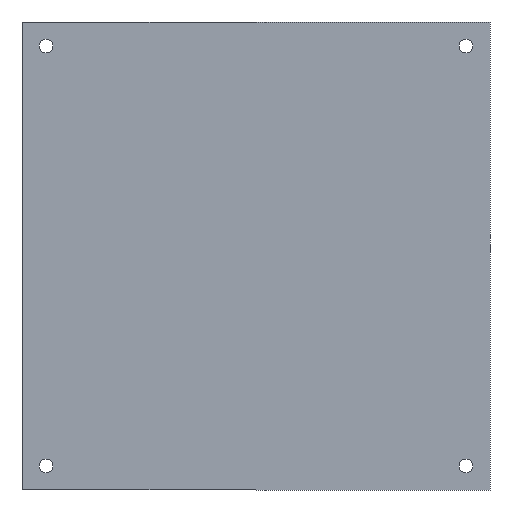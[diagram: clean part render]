
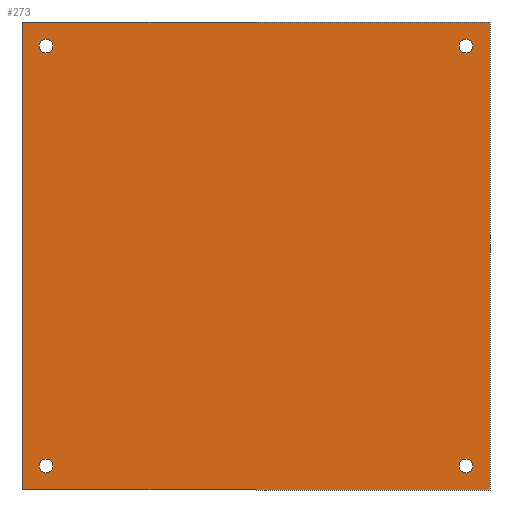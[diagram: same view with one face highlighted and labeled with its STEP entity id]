
A CAD part, front view. The second image highlights one B-rep face of the part: STEP entity #273.
In plain terms, the highlighted planar face has unit normal (0, -1, 0).
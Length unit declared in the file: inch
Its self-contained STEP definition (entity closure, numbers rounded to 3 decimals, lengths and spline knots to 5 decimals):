
#6 = CARTESIAN_POINT ( 'NONE',  ( 7.625, 0., 7.875 ) ) ;
#9 = VERTEX_POINT ( 'NONE', #290 ) ;
#10 = ORIENTED_EDGE ( 'NONE', *, *, #529, .T. ) ;
#16 = DIRECTION ( 'NONE',  ( 0., 0., -1. ) ) ;
#17 = LINE ( 'NONE', #383, #449 ) ;
#20 = CARTESIAN_POINT ( 'NONE',  ( 7.625, 0., 7.625 ) ) ;
#22 = DIRECTION ( 'NONE',  ( 0., 0., -1. ) ) ;
#24 = CARTESIAN_POINT ( 'NONE',  ( -8.5, 0., -8.5 ) ) ;
#27 = VERTEX_POINT ( 'NONE', #429 ) ;
#40 = CIRCLE ( 'NONE', #327, 0.25 ) ;
#44 = ORIENTED_EDGE ( 'NONE', *, *, #417, .T. ) ;
#45 = VERTEX_POINT ( 'NONE', #333 ) ;
#60 = FACE_BOUND ( 'NONE', #278, .T. ) ;
#65 = PLANE ( 'NONE',  #247 ) ;
#78 = CIRCLE ( 'NONE', #281, 0.25 ) ;
#79 = AXIS2_PLACEMENT_3D ( 'NONE', #346, #533, #293 ) ;
#81 = VERTEX_POINT ( 'NONE', #6 ) ;
#82 = ORIENTED_EDGE ( 'NONE', *, *, #225, .T. ) ;
#86 = EDGE_CURVE ( 'NONE', #9, #172, #40, .T. ) ;
#106 = CARTESIAN_POINT ( 'NONE',  ( -7.625, 0., 7.875 ) ) ;
#116 = FACE_BOUND ( 'NONE', #416, .T. ) ;
#119 = EDGE_CURVE ( 'NONE', #172, #9, #263, .T. ) ;
#120 = CARTESIAN_POINT ( 'NONE',  ( 7.625, 0., -7.625 ) ) ;
#123 = LINE ( 'NONE', #424, #364 ) ;
#131 = CIRCLE ( 'NONE', #242, 0.25 ) ;
#147 = VECTOR ( 'NONE', #155, 39.37008 ) ;
#155 = DIRECTION ( 'NONE',  ( -1., 0., 0. ) ) ;
#172 = VERTEX_POINT ( 'NONE', #106 ) ;
#179 = VERTEX_POINT ( 'NONE', #392 ) ;
#180 = DIRECTION ( 'NONE',  ( 0., 0., 1. ) ) ;
#185 = ORIENTED_EDGE ( 'NONE', *, *, #289, .T. ) ;
#196 = CARTESIAN_POINT ( 'NONE',  ( 7.625, 0., 7.625 ) ) ;
#202 = ORIENTED_EDGE ( 'NONE', *, *, #205, .F. ) ;
#205 = EDGE_CURVE ( 'NONE', #27, #298, #440, .T. ) ;
#206 = ORIENTED_EDGE ( 'NONE', *, *, #436, .T. ) ;
#209 = CARTESIAN_POINT ( 'NONE',  ( -7.625, 0., -7.375 ) ) ;
#212 = CARTESIAN_POINT ( 'NONE',  ( 8.5, 0., 8.5 ) ) ;
#214 = AXIS2_PLACEMENT_3D ( 'NONE', #509, #218, #256 ) ;
#218 = DIRECTION ( 'NONE',  ( 0., 1., 0. ) ) ;
#222 = LINE ( 'NONE', #398, #372 ) ;
#225 = EDGE_CURVE ( 'NONE', #81, #179, #467, .T. ) ;
#235 = DIRECTION ( 'NONE',  ( 1., 0., 0. ) ) ;
#242 = AXIS2_PLACEMENT_3D ( 'NONE', #335, #292, #386 ) ;
#247 = AXIS2_PLACEMENT_3D ( 'NONE', #24, #483, #315 ) ;
#253 = CARTESIAN_POINT ( 'NONE',  ( 7.625, 0., -7.375 ) ) ;
#256 = DIRECTION ( 'NONE',  ( 0., 0., -1. ) ) ;
#258 = ORIENTED_EDGE ( 'NONE', *, *, #512, .F. ) ;
#260 = VERTEX_POINT ( 'NONE', #277 ) ;
#263 = CIRCLE ( 'NONE', #497, 0.25 ) ;
#272 = DIRECTION ( 'NONE',  ( 0., 0., -1. ) ) ;
#273 = ADVANCED_FACE ( 'NONE', ( #532, #306, #60, #116, #493 ), #65, .T. ) ;
#274 = EDGE_LOOP ( 'NONE', ( #349, #459, #258, #202 ) ) ;
#275 = CARTESIAN_POINT ( 'NONE',  ( -8.5, 0., -8.5 ) ) ;
#277 = CARTESIAN_POINT ( 'NONE',  ( 7.625, 0., -7.875 ) ) ;
#278 = EDGE_LOOP ( 'NONE', ( #400, #206 ) ) ;
#281 = AXIS2_PLACEMENT_3D ( 'NONE', #20, #518, #272 ) ;
#283 = ORIENTED_EDGE ( 'NONE', *, *, #119, .T. ) ;
#289 = EDGE_CURVE ( 'NONE', #179, #81, #78, .T. ) ;
#290 = CARTESIAN_POINT ( 'NONE',  ( -7.625, 0., 7.375 ) ) ;
#292 = DIRECTION ( 'NONE',  ( 0., 1., 0. ) ) ;
#293 = DIRECTION ( 'NONE',  ( 0., 0., -1. ) ) ;
#297 = EDGE_CURVE ( 'NONE', #500, #430, #222, .T. ) ;
#298 = VERTEX_POINT ( 'NONE', #358 ) ;
#306 = FACE_BOUND ( 'NONE', #378, .T. ) ;
#315 = DIRECTION ( 'NONE',  ( 0., 0., -1. ) ) ;
#320 = CIRCLE ( 'NONE', #214, 0.25 ) ;
#322 = ORIENTED_EDGE ( 'NONE', *, *, #86, .T. ) ;
#327 = AXIS2_PLACEMENT_3D ( 'NONE', #348, #514, #513 ) ;
#333 = CARTESIAN_POINT ( 'NONE',  ( -7.625, 0., -7.875 ) ) ;
#335 = CARTESIAN_POINT ( 'NONE',  ( 7.625, 0., -7.625 ) ) ;
#345 = CARTESIAN_POINT ( 'NONE',  ( -7.625, 0., 7.625 ) ) ;
#346 = CARTESIAN_POINT ( 'NONE',  ( -7.625, 0., -7.625 ) ) ;
#348 = CARTESIAN_POINT ( 'NONE',  ( -7.625, 0., 7.625 ) ) ;
#349 = ORIENTED_EDGE ( 'NONE', *, *, #504, .F. ) ;
#358 = CARTESIAN_POINT ( 'NONE',  ( -8.5, 0., -8.5 ) ) ;
#364 = VECTOR ( 'NONE', #180, 39.37008 ) ;
#372 = VECTOR ( 'NONE', #235, 39.37008 ) ;
#374 = EDGE_CURVE ( 'NONE', #260, #490, #508, .T. ) ;
#378 = EDGE_LOOP ( 'NONE', ( #185, #82 ) ) ;
#383 = CARTESIAN_POINT ( 'NONE',  ( 8.5, 0., -8.5 ) ) ;
#386 = DIRECTION ( 'NONE',  ( 0., 0., -1. ) ) ;
#392 = CARTESIAN_POINT ( 'NONE',  ( 7.625, 0., 7.375 ) ) ;
#395 = CIRCLE ( 'NONE', #79, 0.25 ) ;
#397 = AXIS2_PLACEMENT_3D ( 'NONE', #196, #443, #447 ) ;
#398 = CARTESIAN_POINT ( 'NONE',  ( 8.5, 0., 8.5 ) ) ;
#400 = ORIENTED_EDGE ( 'NONE', *, *, #374, .T. ) ;
#413 = AXIS2_PLACEMENT_3D ( 'NONE', #120, #519, #22 ) ;
#416 = EDGE_LOOP ( 'NONE', ( #10, #44 ) ) ;
#417 = EDGE_CURVE ( 'NONE', #505, #45, #320, .T. ) ;
#424 = CARTESIAN_POINT ( 'NONE',  ( -8.5, 0., 8.5 ) ) ;
#429 = CARTESIAN_POINT ( 'NONE',  ( 8.5, 0., -8.5 ) ) ;
#430 = VERTEX_POINT ( 'NONE', #212 ) ;
#431 = DIRECTION ( 'NONE',  ( 0., 0., -1. ) ) ;
#436 = EDGE_CURVE ( 'NONE', #490, #260, #131, .T. ) ;
#440 = LINE ( 'NONE', #275, #147 ) ;
#443 = DIRECTION ( 'NONE',  ( 0., 1., 0. ) ) ;
#447 = DIRECTION ( 'NONE',  ( 0., 0., -1. ) ) ;
#449 = VECTOR ( 'NONE', #431, 39.37008 ) ;
#452 = EDGE_LOOP ( 'NONE', ( #322, #283 ) ) ;
#459 = ORIENTED_EDGE ( 'NONE', *, *, #297, .F. ) ;
#467 = CIRCLE ( 'NONE', #397, 0.25 ) ;
#472 = DIRECTION ( 'NONE',  ( 0., 1., 0. ) ) ;
#483 = DIRECTION ( 'NONE',  ( 0., -1., 0. ) ) ;
#490 = VERTEX_POINT ( 'NONE', #253 ) ;
#493 = FACE_BOUND ( 'NONE', #452, .T. ) ;
#497 = AXIS2_PLACEMENT_3D ( 'NONE', #345, #472, #16 ) ;
#500 = VERTEX_POINT ( 'NONE', #534 ) ;
#504 = EDGE_CURVE ( 'NONE', #430, #27, #17, .T. ) ;
#505 = VERTEX_POINT ( 'NONE', #209 ) ;
#508 = CIRCLE ( 'NONE', #413, 0.25 ) ;
#509 = CARTESIAN_POINT ( 'NONE',  ( -7.625, 0., -7.625 ) ) ;
#512 = EDGE_CURVE ( 'NONE', #298, #500, #123, .T. ) ;
#513 = DIRECTION ( 'NONE',  ( 0., 0., -1. ) ) ;
#514 = DIRECTION ( 'NONE',  ( 0., 1., 0. ) ) ;
#518 = DIRECTION ( 'NONE',  ( 0., 1., 0. ) ) ;
#519 = DIRECTION ( 'NONE',  ( 0., 1., 0. ) ) ;
#529 = EDGE_CURVE ( 'NONE', #45, #505, #395, .T. ) ;
#532 = FACE_OUTER_BOUND ( 'NONE', #274, .T. ) ;
#533 = DIRECTION ( 'NONE',  ( 0., 1., 0. ) ) ;
#534 = CARTESIAN_POINT ( 'NONE',  ( -8.5, 0., 8.5 ) ) ;
